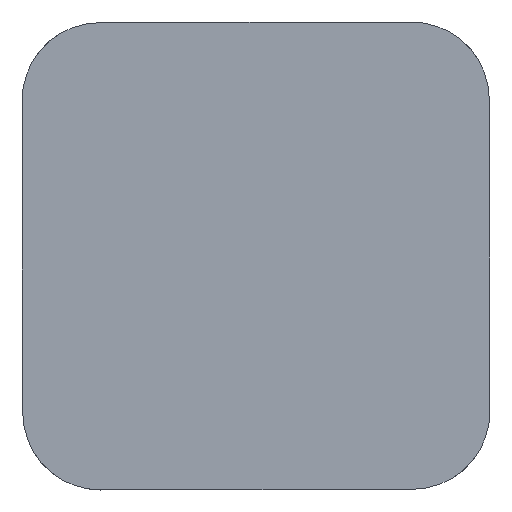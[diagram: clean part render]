
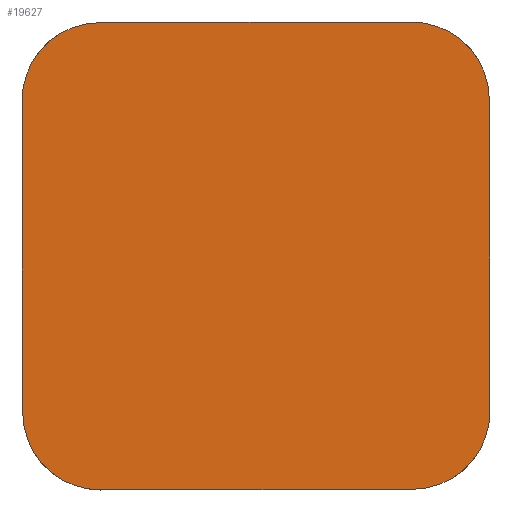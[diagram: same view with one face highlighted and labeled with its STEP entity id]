
A CAD part, top view. The second image highlights one B-rep face of the part: STEP entity #19627.
In plain terms, the highlighted planar face has unit normal (0, 0, 1).
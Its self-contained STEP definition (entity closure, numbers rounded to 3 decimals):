
#1936=CIRCLE('',#22043,60.);
#1937=CIRCLE('',#22046,60.);
#1938=CIRCLE('',#22048,60.);
#1939=CIRCLE('',#22051,60.);
#3600=FACE_OUTER_BOUND('',#4965,.T.);
#4965=EDGE_LOOP('',(#18037,#18038,#18039,#18040,#18041,#18042,#18043,#18044));
#6310=LINE('',#39813,#7694);
#6342=LINE('',#40241,#7726);
#6345=LINE('',#40249,#7729);
#6348=LINE('',#40259,#7732);
#7694=VECTOR('',#27407,10.);
#7726=VECTOR('',#27797,10.);
#7729=VECTOR('',#27806,10.);
#7732=VECTOR('',#27819,10.);
#9527=VERTEX_POINT('',#39810);
#9528=VERTEX_POINT('',#39812);
#9576=VERTEX_POINT('',#40238);
#9577=VERTEX_POINT('',#40240);
#9578=VERTEX_POINT('',#40244);
#9579=VERTEX_POINT('',#40248);
#9580=VERTEX_POINT('',#40254);
#9581=VERTEX_POINT('',#40258);
#12287=EDGE_CURVE('',#9528,#9527,#6310,.T.);
#12391=EDGE_CURVE('',#9577,#9576,#6342,.T.);
#12393=EDGE_CURVE('',#9578,#9577,#1936,.T.);
#12395=EDGE_CURVE('',#9579,#9578,#6345,.T.);
#12397=EDGE_CURVE('',#9527,#9579,#1937,.T.);
#12398=EDGE_CURVE('',#9580,#9528,#1938,.T.);
#12400=EDGE_CURVE('',#9581,#9580,#6348,.T.);
#12402=EDGE_CURVE('',#9576,#9581,#1939,.T.);
#18037=ORIENTED_EDGE('',*,*,#12402,.T.);
#18038=ORIENTED_EDGE('',*,*,#12400,.T.);
#18039=ORIENTED_EDGE('',*,*,#12398,.T.);
#18040=ORIENTED_EDGE('',*,*,#12287,.T.);
#18041=ORIENTED_EDGE('',*,*,#12397,.T.);
#18042=ORIENTED_EDGE('',*,*,#12395,.T.);
#18043=ORIENTED_EDGE('',*,*,#12393,.T.);
#18044=ORIENTED_EDGE('',*,*,#12391,.T.);
#18476=PLANE('',#22052);
#19627=ADVANCED_FACE('',(#3600),#18476,.T.);
#22043=AXIS2_PLACEMENT_3D('',#40245,#27801,#27802);
#22046=AXIS2_PLACEMENT_3D('',#40252,#27810,#27811);
#22048=AXIS2_PLACEMENT_3D('',#40255,#27814,#27815);
#22051=AXIS2_PLACEMENT_3D('',#40262,#27823,#27824);
#22052=AXIS2_PLACEMENT_3D('',#40263,#27825,#27826);
#27407=DIRECTION('',(-1.,0.,0.));
#27797=DIRECTION('',(1.,0.,0.));
#27801=DIRECTION('center_axis',(0.,0.,1.));
#27802=DIRECTION('ref_axis',(-1.,0.,0.));
#27806=DIRECTION('',(0.,-1.,0.));
#27810=DIRECTION('center_axis',(0.,0.,1.));
#27811=DIRECTION('ref_axis',(0.,1.,0.));
#27814=DIRECTION('center_axis',(0.,0.,1.));
#27815=DIRECTION('ref_axis',(1.,0.,0.));
#27819=DIRECTION('',(0.,1.,0.));
#27823=DIRECTION('center_axis',(0.,0.,1.));
#27824=DIRECTION('ref_axis',(0.,-1.,0.));
#27825=DIRECTION('center_axis',(0.,0.,1.));
#27826=DIRECTION('ref_axis',(1.,0.,0.));
#39810=CARTESIAN_POINT('',(-120.,180.,2.5));
#39812=CARTESIAN_POINT('',(120.,180.,2.5));
#39813=CARTESIAN_POINT('',(120.,180.,2.5));
#40238=CARTESIAN_POINT('',(120.,-180.,2.5));
#40240=CARTESIAN_POINT('',(-120.,-180.,2.5));
#40241=CARTESIAN_POINT('',(-120.,-180.,2.5));
#40244=CARTESIAN_POINT('',(-180.,-120.,2.5));
#40245=CARTESIAN_POINT('Origin',(-120.,-120.,2.5));
#40248=CARTESIAN_POINT('',(-180.,120.,2.5));
#40249=CARTESIAN_POINT('',(-180.,120.,2.5));
#40252=CARTESIAN_POINT('Origin',(-120.,120.,2.5));
#40254=CARTESIAN_POINT('',(180.,120.,2.5));
#40255=CARTESIAN_POINT('Origin',(120.,120.,2.5));
#40258=CARTESIAN_POINT('',(180.,-120.,2.5));
#40259=CARTESIAN_POINT('',(180.,-120.,2.5));
#40262=CARTESIAN_POINT('Origin',(120.,-120.,2.5));
#40263=CARTESIAN_POINT('Origin',(0.,0.,
2.5));
